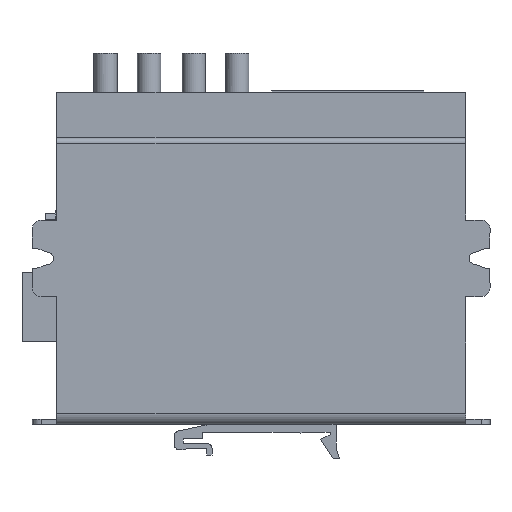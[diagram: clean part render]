
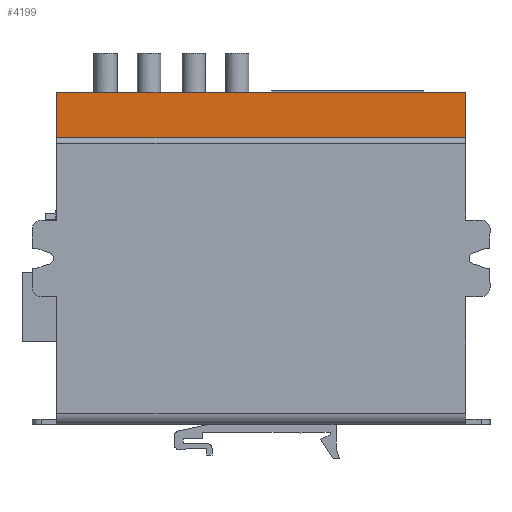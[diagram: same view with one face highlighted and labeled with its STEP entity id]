
A CAD part, left-side view. The second image highlights one B-rep face of the part: STEP entity #4199.
In plain terms, the highlighted planar face has unit normal (-1, 0, 0).
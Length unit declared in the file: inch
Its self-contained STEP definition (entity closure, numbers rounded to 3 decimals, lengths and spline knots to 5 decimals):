
#2125 = PLANE ( 'NONE',  #5172 ) ;
#2126 = CARTESIAN_POINT ( 'NONE',  ( -0.8, 2.35, -1.91 ) ) ;
#2127 = DIRECTION ( 'NONE',  ( -1., 0., 0. ) ) ;
#2128 = DIRECTION ( 'NONE',  ( 0., -1., 0. ) ) ;
#4168 = EDGE_LOOP ( 'NONE', ( #7863, #13879, #7864, #13878 ) ) ;
#4199 = ADVANCED_FACE ( 'NONE', ( #10622 ), #2125, .T. ) ;
#5172 = AXIS2_PLACEMENT_3D ( 'NONE', #2126, #2127, #2128 ) ;
#6667 = CARTESIAN_POINT ( 'NONE',  ( -0.8, 2.35, 1.385 ) ) ;
#6668 = DIRECTION ( 'NONE',  ( 0., 1., 0. ) ) ;
#6708 = CARTESIAN_POINT ( 'NONE',  ( -0.8, -2.35, -1.91 ) ) ;
#6709 = DIRECTION ( 'NONE',  ( 0., 0., 1. ) ) ;
#7132 = LINE ( 'NONE', #6667, #9602 ) ;
#7148 = LINE ( 'NONE', #6708, #9619 ) ;
#7863 = ORIENTED_EDGE ( 'NONE', *, *, #8370, .F. ) ;
#7864 = ORIENTED_EDGE ( 'NONE', *, *, #14244, .F. ) ;
#8370 = EDGE_CURVE ( 'NONE', #10324, #10403, #7132, .T. ) ;
#8380 = EDGE_CURVE ( 'NONE', #10324, #10339, #7148, .T. ) ;
#9602 = VECTOR ( 'NONE', #6668, 39.37008 ) ;
#9619 = VECTOR ( 'NONE', #6709, 39.37008 ) ;
#10313 = VERTEX_POINT ( 'NONE', #13605 ) ;
#10324 = VERTEX_POINT ( 'NONE', #13616 ) ;
#10339 = VERTEX_POINT ( 'NONE', #15875 ) ;
#10403 = VERTEX_POINT ( 'NONE', #15939 ) ;
#10622 = FACE_OUTER_BOUND ( 'NONE', #4168, .T. ) ;
#13605 = CARTESIAN_POINT ( 'NONE',  ( -0.8, 2.35, 1.91 ) ) ;
#13616 = CARTESIAN_POINT ( 'NONE',  ( -0.8, -2.35, 1.385 ) ) ;
#13878 = ORIENTED_EDGE ( 'NONE', *, *, #14349, .F. ) ;
#13879 = ORIENTED_EDGE ( 'NONE', *, *, #8380, .T. ) ;
#14244 = EDGE_CURVE ( 'NONE', #10313, #10339, #15084, .T. ) ;
#14349 = EDGE_CURVE ( 'NONE', #10403, #10313, #15251, .T. ) ;
#15084 = LINE ( 'NONE', #16473, #15478 ) ;
#15251 = LINE ( 'NONE', #17058, #15740 ) ;
#15478 = VECTOR ( 'NONE', #16474, 39.37008 ) ;
#15740 = VECTOR ( 'NONE', #17059, 39.37008 ) ;
#15875 = CARTESIAN_POINT ( 'NONE',  ( -0.8, -2.35, 1.91 ) ) ;
#15939 = CARTESIAN_POINT ( 'NONE',  ( -0.8, 2.35, 1.385 ) ) ;
#16473 = CARTESIAN_POINT ( 'NONE',  ( -0.8, 2.35, 1.91 ) ) ;
#16474 = DIRECTION ( 'NONE',  ( 0., -1., 0. ) ) ;
#17058 = CARTESIAN_POINT ( 'NONE',  ( -0.8, 2.35, -1.91 ) ) ;
#17059 = DIRECTION ( 'NONE',  ( 0., 0., 1. ) ) ;
